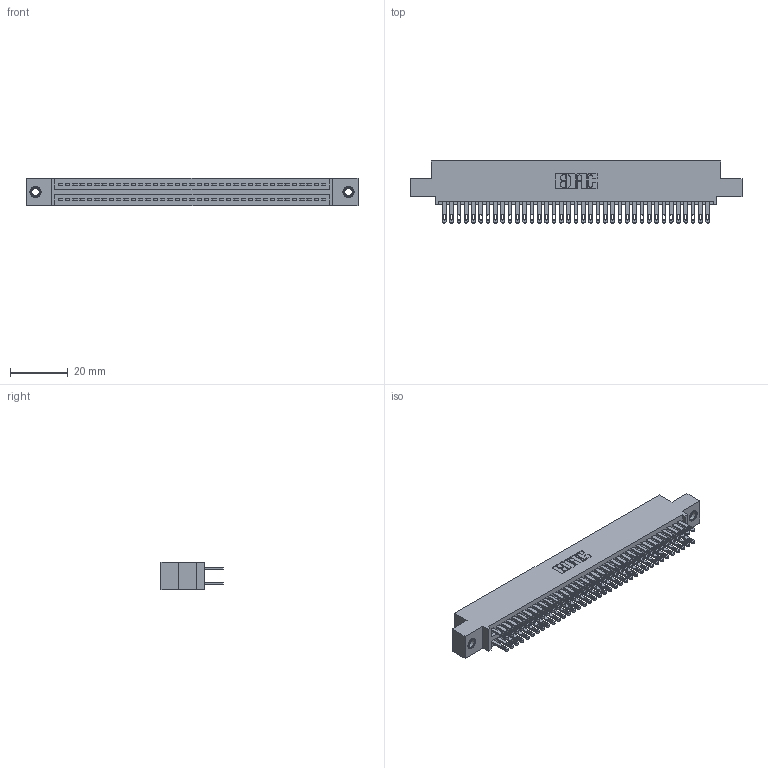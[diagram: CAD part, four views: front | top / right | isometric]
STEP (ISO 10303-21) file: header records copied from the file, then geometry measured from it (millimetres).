
FILE_DESCRIPTION (( 'STEP AP203' ), '1' );
FILE_NAME ('345-074-500-507.STEP', '2018-10-02T10:52:17', ( '' ), ( '' ), 'SwSTEP 2.0', 'SolidWorks 2016', '' );
FILE_SCHEMA (( 'CONFIG_CONTROL_DESIGN' ));
Length unit declared in the file: inch
Products named in the file (4): 345 Part_0.110 Offset - 0.156 Dia-TI; 345-074-500-507; 345-250-001_345-250-005-103; 345-292-001_345-293-100
Assembly tree (77 placements, depth 2):
  345-074-500-507
    345 Part_0.110 Offset - 0.156 Dia-TI
    345-292-001_345-293-100  x74
    345-250-001_345-250-005-103  x2
Bounding box: 115.19 x 21.51 x 9.4 mm (x, y, z)
Volume: 11282.4 mm3; surface area: 17455.9 mm2
Topology: 77 solids, 77 shells, 3594 faces, 10923 edges, 7274 vertices
Faces by surface type: plane 2114, cylinder 1464, cone 12, torus 4
Entity records: 30952 total; most frequent: CARTESIAN_POINT 5175, ORIENTED_EDGE 5102, DIRECTION 4597, EDGE_CURVE 2551, VECTOR 2247, LINE 2247, VERTEX_POINT 1696, AXIS2_PLACEMENT_3D 1175
